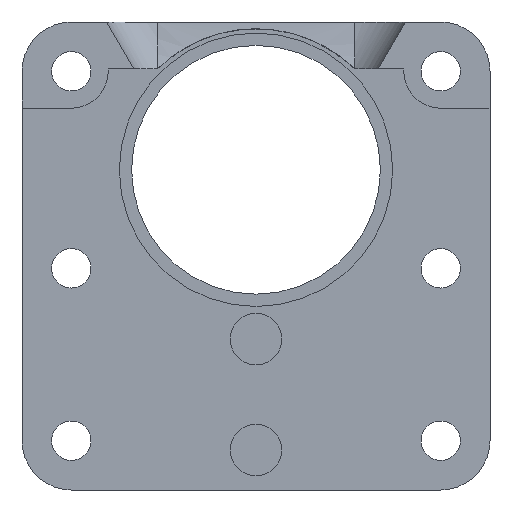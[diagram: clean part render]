
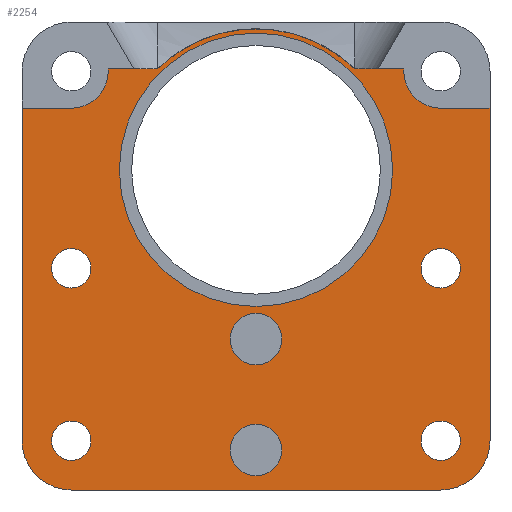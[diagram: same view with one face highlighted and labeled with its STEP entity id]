
A CAD part, front view. The second image highlights one B-rep face of the part: STEP entity #2254.
In plain terms, the highlighted planar face has unit normal (0, -1, 0).
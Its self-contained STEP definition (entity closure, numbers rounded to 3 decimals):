
#34=FACE_BOUND('',#416,.T.);
#35=FACE_BOUND('',#417,.T.);
#36=FACE_BOUND('',#418,.T.);
#37=FACE_BOUND('',#419,.T.);
#38=FACE_BOUND('',#420,.T.);
#39=FACE_BOUND('',#421,.T.);
#40=FACE_BOUND('',#422,.T.);
#170=PLANE('',#2466);
#285=FACE_OUTER_BOUND('',#415,.T.);
#415=EDGE_LOOP('',(#2072,#2073,#2074,#2075,#2076,#2077,#2078,#2079,#2080,
#2081,#2082,#2083,#2084,#2085));
#416=EDGE_LOOP('',(#2086));
#417=EDGE_LOOP('',(#2087));
#418=EDGE_LOOP('',(#2088));
#419=EDGE_LOOP('',(#2089));
#420=EDGE_LOOP('',(#2090));
#421=EDGE_LOOP('',(#2091));
#422=EDGE_LOOP('',(#2092));
#548=LINE('',#3604,#754);
#558=LINE('',#3627,#764);
#611=LINE('',#3739,#817);
#625=LINE('',#3812,#831);
#627=LINE('',#3816,#833);
#629=LINE('',#3820,#835);
#630=LINE('',#3823,#836);
#631=LINE('',#3826,#837);
#632=LINE('',#3829,#838);
#754=VECTOR('',#2824,10.);
#764=VECTOR('',#2844,10.);
#817=VECTOR('',#2993,10.);
#831=VECTOR('',#3049,10.);
#833=VECTOR('',#3053,10.);
#835=VECTOR('',#3057,10.);
#836=VECTOR('',#3060,10.);
#837=VECTOR('',#3063,10.);
#838=VECTOR('',#3066,10.);
#856=CIRCLE('',#2300,1.6);
#865=CIRCLE('',#2316,1.6);
#874=CIRCLE('',#2332,1.6);
#883=CIRCLE('',#2348,1.6);
#902=CIRCLE('',#2382,4.);
#909=CIRCLE('',#2393,4.);
#911=CIRCLE('',#2444,2.1);
#914=CIRCLE('',#2452,11.456);
#915=CIRCLE('',#2454,2.1);
#918=CIRCLE('',#2467,3.);
#919=CIRCLE('',#2468,3.);
#920=CIRCLE('',#2469,11.1);
#946=VERTEX_POINT('',#3172);
#966=VERTEX_POINT('',#3238);
#986=VERTEX_POINT('',#3304);
#1006=VERTEX_POINT('',#3370);
#1047=VERTEX_POINT('',#3506);
#1048=VERTEX_POINT('',#3507);
#1094=VERTEX_POINT('',#3603);
#1098=VERTEX_POINT('',#3615);
#1099=VERTEX_POINT('',#3617);
#1102=VERTEX_POINT('',#3625);
#1114=VERTEX_POINT('',#3741);
#1122=VERTEX_POINT('',#3783);
#1123=VERTEX_POINT('',#3785);
#1124=VERTEX_POINT('',#3789);
#1130=VERTEX_POINT('',#3810);
#1131=VERTEX_POINT('',#3814);
#1132=VERTEX_POINT('',#3818);
#1133=VERTEX_POINT('',#3822);
#1134=VERTEX_POINT('',#3824);
#1135=VERTEX_POINT('',#3827);
#1136=VERTEX_POINT('',#3830);
#1170=EDGE_CURVE('',#946,#946,#856,.T.);
#1197=EDGE_CURVE('',#966,#966,#865,.T.);
#1224=EDGE_CURVE('',#986,#986,#874,.T.);
#1251=EDGE_CURVE('',#1006,#1006,#883,.T.);
#1307=EDGE_CURVE('',#1047,#1048,#902,.T.);
#1355=EDGE_CURVE('',#1048,#1094,#548,.T.);
#1362=EDGE_CURVE('',#1098,#1099,#909,.T.);
#1367=EDGE_CURVE('',#1102,#1098,#558,.T.);
#1423=EDGE_CURVE('',#1099,#1047,#611,.T.);
#1424=EDGE_CURVE('',#1114,#1114,#911,.T.);
#1436=EDGE_CURVE('',#1122,#1123,#914,.T.);
#1438=EDGE_CURVE('',#1124,#1124,#915,.F.);
#1449=EDGE_CURVE('',#1130,#1122,#625,.T.);
#1451=EDGE_CURVE('',#1131,#1130,#627,.F.);
#1453=EDGE_CURVE('',#1123,#1132,#629,.T.);
#1454=EDGE_CURVE('',#1133,#1102,#630,.F.);
#1455=EDGE_CURVE('',#1133,#1134,#918,.F.);
#1456=EDGE_CURVE('',#1132,#1134,#631,.F.);
#1457=EDGE_CURVE('',#1131,#1135,#919,.F.);
#1458=EDGE_CURVE('',#1094,#1135,#632,.F.);
#1459=EDGE_CURVE('',#1136,#1136,#920,.T.);
#2072=ORIENTED_EDGE('',*,*,#1307,.F.);
#2073=ORIENTED_EDGE('',*,*,#1423,.F.);
#2074=ORIENTED_EDGE('',*,*,#1362,.F.);
#2075=ORIENTED_EDGE('',*,*,#1367,.F.);
#2076=ORIENTED_EDGE('',*,*,#1454,.F.);
#2077=ORIENTED_EDGE('',*,*,#1455,.T.);
#2078=ORIENTED_EDGE('',*,*,#1456,.F.);
#2079=ORIENTED_EDGE('',*,*,#1453,.F.);
#2080=ORIENTED_EDGE('',*,*,#1436,.F.);
#2081=ORIENTED_EDGE('',*,*,#1449,.F.);
#2082=ORIENTED_EDGE('',*,*,#1451,.F.);
#2083=ORIENTED_EDGE('',*,*,#1457,.T.);
#2084=ORIENTED_EDGE('',*,*,#1458,.F.);
#2085=ORIENTED_EDGE('',*,*,#1355,.F.);
#2086=ORIENTED_EDGE('',*,*,#1424,.F.);
#2087=ORIENTED_EDGE('',*,*,#1251,.F.);
#2088=ORIENTED_EDGE('',*,*,#1224,.F.);
#2089=ORIENTED_EDGE('',*,*,#1170,.F.);
#2090=ORIENTED_EDGE('',*,*,#1197,.F.);
#2091=ORIENTED_EDGE('',*,*,#1438,.F.);
#2092=ORIENTED_EDGE('',*,*,#1459,.F.);
#2254=ADVANCED_FACE('',(#285,#34,#35,#36,#37,#38,#39,#40),#170,.T.);
#2300=AXIS2_PLACEMENT_3D('',#3173,#2541,#2542);
#2316=AXIS2_PLACEMENT_3D('',#3239,#2585,#2586);
#2332=AXIS2_PLACEMENT_3D('',#3305,#2629,#2630);
#2348=AXIS2_PLACEMENT_3D('',#3371,#2673,#2674);
#2382=AXIS2_PLACEMENT_3D('',#3508,#2766,#2767);
#2393=AXIS2_PLACEMENT_3D('',#3618,#2836,#2837);
#2444=AXIS2_PLACEMENT_3D('',#3742,#2996,#2997);
#2452=AXIS2_PLACEMENT_3D('',#3786,#3018,#3019);
#2454=AXIS2_PLACEMENT_3D('',#3790,#3023,#3024);
#2466=AXIS2_PLACEMENT_3D('',#3821,#3058,#3059);
#2467=AXIS2_PLACEMENT_3D('',#3825,#3061,#3062);
#2468=AXIS2_PLACEMENT_3D('',#3828,#3064,#3065);
#2469=AXIS2_PLACEMENT_3D('',#3831,#3067,#3068);
#2541=DIRECTION('center_axis',(0.,-1.,0.));
#2542=DIRECTION('ref_axis',(0.,0.,1.));
#2585=DIRECTION('center_axis',(0.,-1.,0.));
#2586=DIRECTION('ref_axis',(0.,0.,1.));
#2629=DIRECTION('center_axis',(0.,-1.,0.));
#2630=DIRECTION('ref_axis',(0.,0.,1.));
#2673=DIRECTION('center_axis',(0.,-1.,0.));
#2674=DIRECTION('ref_axis',(0.,0.,1.));
#2766=DIRECTION('center_axis',(0.,1.,0.));
#2767=DIRECTION('ref_axis',(-0.707,0.,-0.707));
#2824=DIRECTION('',(0.,0.,1.));
#2836=DIRECTION('center_axis',(0.,1.,0.));
#2837=DIRECTION('ref_axis',(0.707,0.,-0.707));
#2844=DIRECTION('',(0.,0.,-1.));
#2993=DIRECTION('',(-1.,0.,0.));
#2996=DIRECTION('center_axis',(0.,-1.,0.));
#2997=DIRECTION('ref_axis',(-1.,0.,0.));
#3018=DIRECTION('center_axis',(0.,1.,0.));
#3019=DIRECTION('ref_axis',(-1.,0.,0.));
#3023=DIRECTION('center_axis',(0.,1.,0.));
#3024=DIRECTION('ref_axis',(0.,0.,1.));
#3049=DIRECTION('',(1.,0.,0.));
#3053=DIRECTION('',(0.,0.,-1.));
#3057=DIRECTION('',(1.,0.,0.));
#3058=DIRECTION('center_axis',(0.,-1.,0.));
#3059=DIRECTION('ref_axis',(1.,0.,0.));
#3060=DIRECTION('',(-1.,0.,0.));
#3061=DIRECTION('center_axis',(0.,-1.,0.));
#3062=DIRECTION('ref_axis',(-0.707,0.,-0.707));
#3063=DIRECTION('',(0.,0.,1.));
#3064=DIRECTION('center_axis',(0.,-1.,0.));
#3065=DIRECTION('ref_axis',(0.707,0.,-0.707));
#3066=DIRECTION('',(-1.,0.,0.));
#3067=DIRECTION('center_axis',(0.,-1.,0.));
#3068=DIRECTION('ref_axis',(1.,0.,0.));
#3172=CARTESIAN_POINT('',(15.,20.,-23.6));
#3173=CARTESIAN_POINT('Origin',(15.,20.,-22.));
#3238=CARTESIAN_POINT('',(-15.,20.,-23.6));
#3239=CARTESIAN_POINT('Origin',(-15.,20.,-22.));
#3304=CARTESIAN_POINT('',(-15.,20.,-9.6));
#3305=CARTESIAN_POINT('Origin',(-15.,20.,-8.));
#3370=CARTESIAN_POINT('',(15.,20.,-9.6));
#3371=CARTESIAN_POINT('Origin',(15.,20.,-8.));
#3506=CARTESIAN_POINT('',(-15.,20.,-26.));
#3507=CARTESIAN_POINT('',(-19.,20.,-22.));
#3508=CARTESIAN_POINT('Origin',(-15.,20.,-22.));
#3603=CARTESIAN_POINT('',(-19.,20.,5.));
#3604=CARTESIAN_POINT('',(-19.,20.,-14.5));
#3615=CARTESIAN_POINT('',(19.,20.,-22.));
#3617=CARTESIAN_POINT('',(15.,20.,-26.));
#3618=CARTESIAN_POINT('Origin',(15.,20.,-22.));
#3625=CARTESIAN_POINT('',(19.,20.,5.));
#3627=CARTESIAN_POINT('',(19.,20.,14.5));
#3739=CARTESIAN_POINT('',(13.5,20.,-26.));
#3741=CARTESIAN_POINT('',(2.1,20.,-13.75));
#3742=CARTESIAN_POINT('Origin',(0.,20.,-13.75));
#3783=CARTESIAN_POINT('',(-8.,20.,8.2));
#3785=CARTESIAN_POINT('',(8.,20.,8.2));
#3786=CARTESIAN_POINT('Origin',(0.,20.,0.));
#3789=CARTESIAN_POINT('',(0.,20.,-24.85));
#3790=CARTESIAN_POINT('Origin',(0.,20.,-22.75));
#3810=CARTESIAN_POINT('',(-12.,20.,8.2));
#3812=CARTESIAN_POINT('',(-4.,20.,8.2));
#3814=CARTESIAN_POINT('',(-12.,20.,8.));
#3816=CARTESIAN_POINT('',(-12.,20.,6.));
#3818=CARTESIAN_POINT('',(12.,20.,8.2));
#3820=CARTESIAN_POINT('',(6.,20.,8.2));
#3821=CARTESIAN_POINT('Origin',(0.,20.,0.));
#3822=CARTESIAN_POINT('',(15.,20.,5.));
#3823=CARTESIAN_POINT('',(6.382,20.,5.));
#3824=CARTESIAN_POINT('',(12.,20.,8.));
#3825=CARTESIAN_POINT('Origin',(15.,20.,8.));
#3826=CARTESIAN_POINT('',(12.,20.,3.));
#3827=CARTESIAN_POINT('',(-15.,20.,5.));
#3828=CARTESIAN_POINT('Origin',(-15.,20.,8.));
#3829=CARTESIAN_POINT('',(-8.618,20.,5.));
#3830=CARTESIAN_POINT('',(-11.1,20.,0.));
#3831=CARTESIAN_POINT('Origin',(0.,20.,0.));
